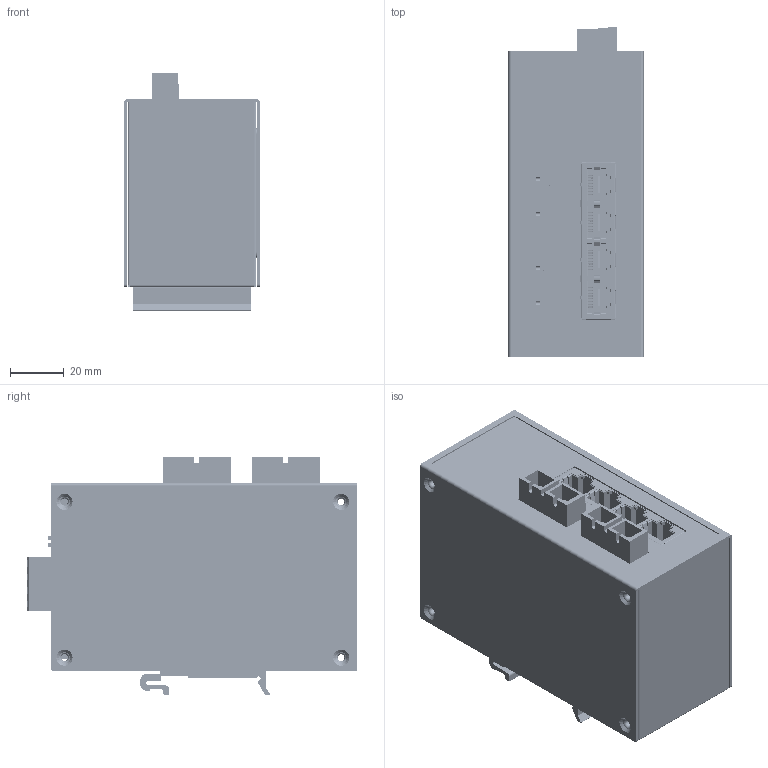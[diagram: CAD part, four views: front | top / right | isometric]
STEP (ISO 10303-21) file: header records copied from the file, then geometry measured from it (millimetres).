
FILE_DESCRIPTION((''),'2;1');
FILE_NAME('EDS-P206A_ASM','2017-01-09T',('Workbench_DED'),('PTC'),'PRO/ENGINEER BY PARAMETRIC TECHNOLOGY CORPORATION, 2013230','PRO/ENGINEER BY PARAMETRIC TECHNOLOGY CORPORATION, 2013230','');
FILE_SCHEMA(('AUTOMOTIVE_DESIGN { 1 0 10303 214 1 1 1 1 }'));
Products named in the file (43): EDS-P206A_PCB; 1106999994000_LED_GREEN_SMD; TACKSW_DTSA644N; DIP_SEITCH_4PIN; 1111000003400_TERMINAL_M_4P; PCB-TERMINAL_PCB-2; PRT0014; PRT0015; PRT0016; PRT0017; PRT0018; ASM0005_ASM; PRT0019; ASM0006_ASM; PRT0020; PRT0021; PRT0022; PRT0023; PRT0024; PRT0025; PRT0026; PRT0027; ASM0007_ASM; ASM0004_ASM; ASM0003_ASM; PRT0028; PRT0029; ASM0002_ASM; RB4-0300F1-0000-8PIN_ASM; EDS-P206A_M_PCB_ASM; EDS-P206A_TOP_PCB; EDS_P206A_COMPOMENT; FIBER_SC; LED1; EDS-P206A_TOP_M_PCB_ASM; DIN_RAIL-KIT; EDS-P206A_TOP_COVER_2FIBER; EDS-P206A_TOP_COVER_ALL_PLATE; EDS-P206A_BOT-COVER_1; M3-BSO-2 ...
Assembly tree (73 placements, depth 8):
  EDS-P206A_ASM
    EDS-P206A_M_PCB_ASM
      EDS-P206A_PCB
      1106999994000_LED_GREEN_SMD  x6
      TACKSW_DTSA644N
      DIP_SEITCH_4PIN
      1111000003400_TERMINAL_M_4P
      PCB-TERMINAL_PCB-2
      RB4-0300F1-0000-8PIN_ASM
        ASM0002_ASM
          PRT0014
          ASM0003_ASM  x4
            ASM0004_ASM
              ASM0005_ASM
                PRT0015
                PRT0016  x4
                PRT0017  x4
                PRT0018  x11
              ASM0006_ASM
                PRT0019
              ASM0007_ASM
                PRT0020
                PRT0021
                PRT0022
                PRT0023
                PRT0024
                PRT0025
                PRT0026
                PRT0027
          PRT0028
          PRT0029
    EDS-P206A_TOP_M_PCB_ASM
      EDS-P206A_TOP_PCB
      EDS_P206A_COMPOMENT
      FIBER_SC  x2
      LED1  x2
      1106999994000_LED_GREEN_SMD  x4
    DIN_RAIL-KIT
    EDS-P206A_TOP_COVER_2FIBER
    EDS-P206A_TOP_COVER_ALL_PLATE
    EDS-P206A_BOT-COVER_ASM
      EDS-P206A_BOT-COVER_1
      M3-BSO-2  x2
    1111000003500_TERMINAL_FM_4P
Bounding box: 50.3 x 123.05 x 88.41 mm (x, y, z)
Volume: 90058.9 mm3; surface area: 171194.8 mm2
Topology: 164 solids, 176 shells, 12776 faces, 33527 edges, 21301 vertices
Faces by surface type: plane 9450, cylinder 2951, bspline 280, cone 48, torus 47
Entity records: 190345 total; most frequent: CARTESIAN_POINT 29046, ORIENTED_EDGE 24510, DIRECTION 23492, EDGE_CURVE 12257, PRESENTATION_STYLE_ASSIGNMENT 11682, STYLED_ITEM 10479, CURVE_STYLE 10214, VECTOR 9858
